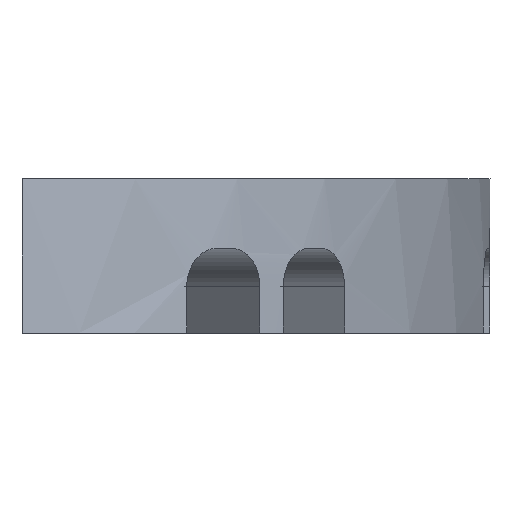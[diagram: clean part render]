
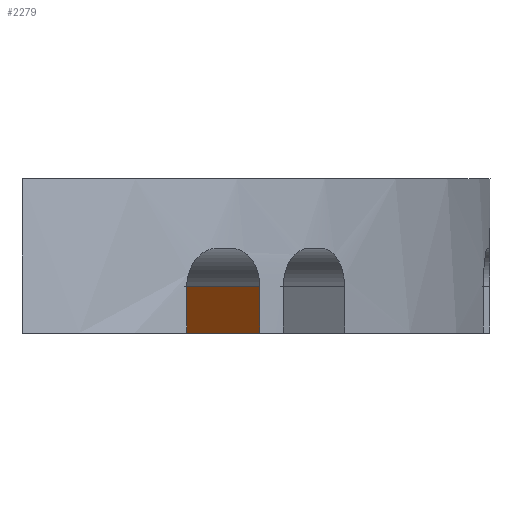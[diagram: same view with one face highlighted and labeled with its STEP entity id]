
A CAD part, left-side view. The second image highlights one B-rep face of the part: STEP entity #2279.
In plain terms, the highlighted planar face has unit normal (-0.642, 0.766, 0).
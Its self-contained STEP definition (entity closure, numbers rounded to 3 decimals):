
#52 = CYLINDRICAL_SURFACE('',#53,41.402);
#53 = AXIS2_PLACEMENT_3D('',#54,#55,#56);
#54 = CARTESIAN_POINT('',(-0.091,-7.651,0.));
#55 = DIRECTION('',(-0.,-0.,-1.));
#56 = DIRECTION('',(1.,0.,0.));
#1756 = VERTEX_POINT('',#1757);
#1757 = CARTESIAN_POINT('',(-29.404,-36.89,0.));
#1772 = PLANE('',#1773);
#1773 = AXIS2_PLACEMENT_3D('',#1774,#1775,#1776);
#1774 = CARTESIAN_POINT('',(-0.091,-40.626,0.));
#1775 = DIRECTION('',(0.,0.,1.));
#1776 = DIRECTION('',(1.,0.,0.));
#1784 = EDGE_CURVE('',#1785,#1756,#1787,.T.);
#1785 = VERTEX_POINT('',#1786);
#1786 = CARTESIAN_POINT('',(-29.404,-36.89,3.048));
#1787 = SURFACE_CURVE('',#1788,(#1792,#1799),.PCURVE_S1.);
#1788 = LINE('',#1789,#1790);
#1789 = CARTESIAN_POINT('',(-29.404,-36.89,0.));
#1790 = VECTOR('',#1791,1.);
#1791 = DIRECTION('',(-0.,-0.,-1.));
#1792 = PCURVE('',#52,#1793);
#1793 = DEFINITIONAL_REPRESENTATION('',(#1794),#1798);
#1794 = LINE('',#1795,#1796);
#1795 = CARTESIAN_POINT('',(-3.926,0.));
#1796 = VECTOR('',#1797,1.);
#1797 = DIRECTION('',(-0.,1.));
#1798 = ( GEOMETRIC_REPRESENTATION_CONTEXT(2) 
PARAMETRIC_REPRESENTATION_CONTEXT() REPRESENTATION_CONTEXT('2D SPACE',''
  ) );
#1799 = PCURVE('',#1800,#1805);
#1800 = PLANE('',#1801);
#1801 = AXIS2_PLACEMENT_3D('',#1802,#1803,#1804);
#1802 = CARTESIAN_POINT('',(-36.779,-43.07,0.));
#1803 = DIRECTION('',(-0.642,0.766,0.));
#1804 = DIRECTION('',(0.766,0.642,0.));
#1805 = DEFINITIONAL_REPRESENTATION('',(#1806),#1810);
#1806 = LINE('',#1807,#1808);
#1807 = CARTESIAN_POINT('',(9.622,0.));
#1808 = VECTOR('',#1809,1.);
#1809 = DIRECTION('',(0.,1.));
#1810 = ( GEOMETRIC_REPRESENTATION_CONTEXT(2) 
PARAMETRIC_REPRESENTATION_CONTEXT() REPRESENTATION_CONTEXT('2D SPACE',''
  ) );
#1854 = CYLINDRICAL_SURFACE('',#1855,2.54);
#1855 = AXIS2_PLACEMENT_3D('',#1856,#1857,#1858);
#1856 = CARTESIAN_POINT('',(-37.555,-40.406,3.048));
#1857 = DIRECTION('',(0.766,0.642,0.));
#1858 = DIRECTION('',(0.,0.,1.));
#2039 = CYLINDRICAL_SURFACE('',#2040,49.882);
#2040 = AXIS2_PLACEMENT_3D('',#2041,#2042,#2043);
#2041 = CARTESIAN_POINT('',(-0.091,-7.651,0.));
#2042 = DIRECTION('',(-0.,-0.,-1.));
#2043 = DIRECTION('',(1.,0.,0.));
#2150 = VERTEX_POINT('',#2151);
#2151 = CARTESIAN_POINT('',(-35.924,-42.353,3.048));
#2257 = EDGE_CURVE('',#2150,#1785,#2258,.T.);
#2258 = SURFACE_CURVE('',#2259,(#2263,#2270),.PCURVE_S1.);
#2259 = LINE('',#2260,#2261);
#2260 = CARTESIAN_POINT('',(-35.924,-42.353,3.048));
#2261 = VECTOR('',#2262,1.);
#2262 = DIRECTION('',(0.766,0.642,0.));
#2263 = PCURVE('',#1854,#2264);
#2264 = DEFINITIONAL_REPRESENTATION('',(#2265),#2269);
#2265 = LINE('',#2266,#2267);
#2266 = CARTESIAN_POINT('',(1.571,0.));
#2267 = VECTOR('',#2268,1.);
#2268 = DIRECTION('',(0.,1.));
#2269 = ( GEOMETRIC_REPRESENTATION_CONTEXT(2) 
PARAMETRIC_REPRESENTATION_CONTEXT() REPRESENTATION_CONTEXT('2D SPACE',''
  ) );
#2270 = PCURVE('',#1800,#2271);
#2271 = DEFINITIONAL_REPRESENTATION('',(#2272),#2276);
#2272 = LINE('',#2273,#2274);
#2273 = CARTESIAN_POINT('',(1.116,-3.048));
#2274 = VECTOR('',#2275,1.);
#2275 = DIRECTION('',(1.,0.));
#2276 = ( GEOMETRIC_REPRESENTATION_CONTEXT(2) 
PARAMETRIC_REPRESENTATION_CONTEXT() REPRESENTATION_CONTEXT('2D SPACE',''
  ) );
#2279 = ADVANCED_FACE('',(#2280),#1800,.T.);
#2280 = FACE_BOUND('',#2281,.T.);
#2281 = EDGE_LOOP('',(#2282,#2283,#2306,#2327));
#2282 = ORIENTED_EDGE('',*,*,#1784,.T.);
#2283 = ORIENTED_EDGE('',*,*,#2284,.F.);
#2284 = EDGE_CURVE('',#2285,#1756,#2287,.T.);
#2285 = VERTEX_POINT('',#2286);
#2286 = CARTESIAN_POINT('',(-35.924,-42.353,0.));
#2287 = SURFACE_CURVE('',#2288,(#2292,#2299),.PCURVE_S1.);
#2288 = LINE('',#2289,#2290);
#2289 = CARTESIAN_POINT('',(-36.779,-43.07,0.));
#2290 = VECTOR('',#2291,1.);
#2291 = DIRECTION('',(0.766,0.642,0.));
#2292 = PCURVE('',#1800,#2293);
#2293 = DEFINITIONAL_REPRESENTATION('',(#2294),#2298);
#2294 = LINE('',#2295,#2296);
#2295 = CARTESIAN_POINT('',(0.,0.));
#2296 = VECTOR('',#2297,1.);
#2297 = DIRECTION('',(1.,0.));
#2298 = ( GEOMETRIC_REPRESENTATION_CONTEXT(2) 
PARAMETRIC_REPRESENTATION_CONTEXT() REPRESENTATION_CONTEXT('2D SPACE',''
  ) );
#2299 = PCURVE('',#1772,#2300);
#2300 = DEFINITIONAL_REPRESENTATION('',(#2301),#2305);
#2301 = LINE('',#2302,#2303);
#2302 = CARTESIAN_POINT('',(-36.687,-2.443));
#2303 = VECTOR('',#2304,1.);
#2304 = DIRECTION('',(0.766,0.642));
#2305 = ( GEOMETRIC_REPRESENTATION_CONTEXT(2) 
PARAMETRIC_REPRESENTATION_CONTEXT() REPRESENTATION_CONTEXT('2D SPACE',''
  ) );
#2306 = ORIENTED_EDGE('',*,*,#2307,.F.);
#2307 = EDGE_CURVE('',#2150,#2285,#2308,.T.);
#2308 = SURFACE_CURVE('',#2309,(#2313,#2320),.PCURVE_S1.);
#2309 = LINE('',#2310,#2311);
#2310 = CARTESIAN_POINT('',(-35.924,-42.353,0.));
#2311 = VECTOR('',#2312,1.);
#2312 = DIRECTION('',(-0.,-0.,-1.));
#2313 = PCURVE('',#1800,#2314);
#2314 = DEFINITIONAL_REPRESENTATION('',(#2315),#2319);
#2315 = LINE('',#2316,#2317);
#2316 = CARTESIAN_POINT('',(1.116,0.));
#2317 = VECTOR('',#2318,1.);
#2318 = DIRECTION('',(0.,1.));
#2319 = ( GEOMETRIC_REPRESENTATION_CONTEXT(2) 
PARAMETRIC_REPRESENTATION_CONTEXT() REPRESENTATION_CONTEXT('2D SPACE',''
  ) );
#2320 = PCURVE('',#2039,#2321);
#2321 = DEFINITIONAL_REPRESENTATION('',(#2322),#2326);
#2322 = LINE('',#2323,#2324);
#2323 = CARTESIAN_POINT('',(-3.911,0.));
#2324 = VECTOR('',#2325,1.);
#2325 = DIRECTION('',(-0.,1.));
#2326 = ( GEOMETRIC_REPRESENTATION_CONTEXT(2) 
PARAMETRIC_REPRESENTATION_CONTEXT() REPRESENTATION_CONTEXT('2D SPACE',''
  ) );
#2327 = ORIENTED_EDGE('',*,*,#2257,.T.);
